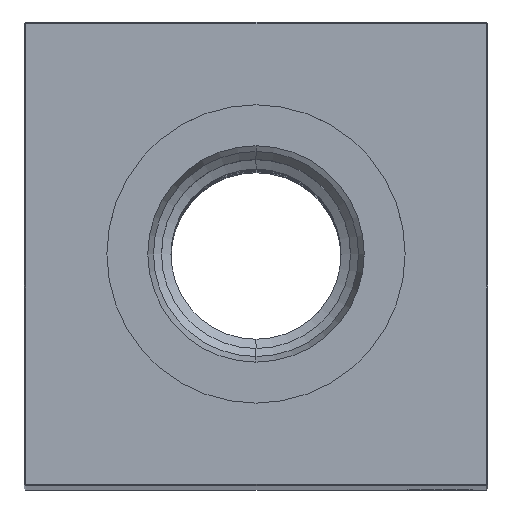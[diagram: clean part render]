
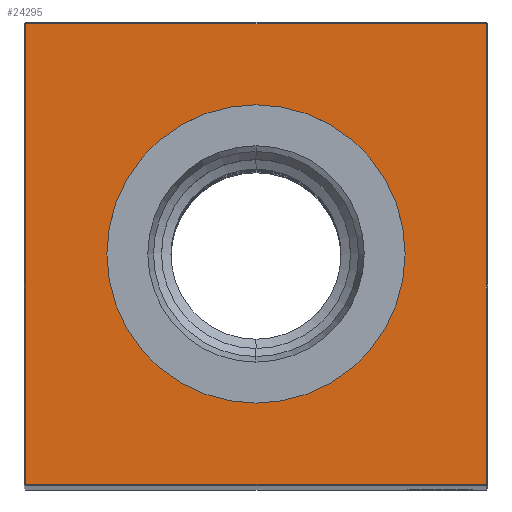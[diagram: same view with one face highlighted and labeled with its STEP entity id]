
A CAD part, top view. The second image highlights one B-rep face of the part: STEP entity #24295.
In plain terms, the highlighted planar face has unit normal (0, 0, 1).
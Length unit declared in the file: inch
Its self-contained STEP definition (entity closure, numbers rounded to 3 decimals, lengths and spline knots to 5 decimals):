
#690 = EDGE_CURVE ( 'NONE', #8246, #25122, #22198, .T. ) ;
#1796 = VECTOR ( 'NONE', #20124, 39.37008 ) ;
#1946 = AXIS2_PLACEMENT_3D ( 'NONE', #26035, #5822, #3452 ) ;
#2753 = VERTEX_POINT ( 'NONE', #5132 ) ;
#3080 = DIRECTION ( 'NONE',  ( -1., 0., 0. ) ) ;
#3238 = DIRECTION ( 'NONE',  ( 0., 0., -1. ) ) ;
#3452 = DIRECTION ( 'NONE',  ( -1., 0., 0. ) ) ;
#3671 = LINE ( 'NONE', #3814, #12193 ) ;
#3814 = CARTESIAN_POINT ( 'NONE',  ( 0., 1.49, 15.25 ) ) ;
#4218 = VECTOR ( 'NONE', #18250, 39.37008 ) ;
#5103 = DIRECTION ( 'NONE',  ( 1., 0., 0. ) ) ;
#5132 = CARTESIAN_POINT ( 'NONE',  ( 0., -0.96457, 15.25 ) ) ;
#5162 = CARTESIAN_POINT ( 'NONE',  ( 0., 0., 15.25 ) ) ;
#5794 = DIRECTION ( 'NONE',  ( 0., 0., -1. ) ) ;
#5822 = DIRECTION ( 'NONE',  ( 0., 0., -1. ) ) ;
#6561 = CIRCLE ( 'NONE', #23165, 0.96457 ) ;
#6914 = ORIENTED_EDGE ( 'NONE', *, *, #19729, .T. ) ;
#8246 = VERTEX_POINT ( 'NONE', #17853 ) ;
#8592 = CARTESIAN_POINT ( 'NONE',  ( -1.49, -1.49, 15.25 ) ) ;
#8856 = CARTESIAN_POINT ( 'NONE',  ( 0., 0.96457, 15.25 ) ) ;
#9318 = CARTESIAN_POINT ( 'NONE',  ( -1.49, 1.49, 15.25 ) ) ;
#9417 = CARTESIAN_POINT ( 'NONE',  ( 0., -1.49, 15.25 ) ) ;
#9973 = ORIENTED_EDGE ( 'NONE', *, *, #690, .T. ) ;
#9997 = PLANE ( 'NONE',  #1946 ) ;
#10000 = EDGE_CURVE ( 'NONE', #25122, #15747, #3671, .T. ) ;
#10082 = VERTEX_POINT ( 'NONE', #8856 ) ;
#10259 = DIRECTION ( 'NONE',  ( -1., 0., 0. ) ) ;
#11727 = VECTOR ( 'NONE', #5103, 39.37008 ) ;
#11865 = CARTESIAN_POINT ( 'NONE',  ( -1.49, 0., 15.25 ) ) ;
#12193 = VECTOR ( 'NONE', #12767, 39.37008 ) ;
#12543 = FACE_BOUND ( 'NONE', #21679, .T. ) ;
#12767 = DIRECTION ( 'NONE',  ( -1., 0., 0. ) ) ;
#13633 = AXIS2_PLACEMENT_3D ( 'NONE', #24759, #5794, #10259 ) ;
#14032 = FACE_OUTER_BOUND ( 'NONE', #14597, .T. ) ;
#14571 = ORIENTED_EDGE ( 'NONE', *, *, #19238, .T. ) ;
#14597 = EDGE_LOOP ( 'NONE', ( #21642, #6914, #9973, #29397 ) ) ;
#15747 = VERTEX_POINT ( 'NONE', #9318 ) ;
#15821 = CARTESIAN_POINT ( 'NONE',  ( 1.49, 0., 15.25 ) ) ;
#15850 = EDGE_CURVE ( 'NONE', #15747, #23601, #20463, .T. ) ;
#17853 = CARTESIAN_POINT ( 'NONE',  ( 1.49, -1.49, 15.25 ) ) ;
#18250 = DIRECTION ( 'NONE',  ( 0., -1., 0. ) ) ;
#18502 = LINE ( 'NONE', #9417, #11727 ) ;
#19238 = EDGE_CURVE ( 'NONE', #10082, #2753, #27820, .T. ) ;
#19729 = EDGE_CURVE ( 'NONE', #23601, #8246, #18502, .T. ) ;
#20124 = DIRECTION ( 'NONE',  ( 0., 1., 0. ) ) ;
#20463 = LINE ( 'NONE', #11865, #4218 ) ;
#21642 = ORIENTED_EDGE ( 'NONE', *, *, #15850, .T. ) ;
#21679 = EDGE_LOOP ( 'NONE', ( #14571, #25251 ) ) ;
#22139 = EDGE_CURVE ( 'NONE', #2753, #10082, #6561, .T. ) ;
#22198 = LINE ( 'NONE', #15821, #1796 ) ;
#23165 = AXIS2_PLACEMENT_3D ( 'NONE', #5162, #3238, #3080 ) ;
#23601 = VERTEX_POINT ( 'NONE', #8592 ) ;
#24295 = ADVANCED_FACE ( 'NONE', ( #14032, #12543 ), #9997, .F. ) ;
#24468 = CARTESIAN_POINT ( 'NONE',  ( 1.49, 1.49, 15.25 ) ) ;
#24759 = CARTESIAN_POINT ( 'NONE',  ( 0., 0., 15.25 ) ) ;
#25122 = VERTEX_POINT ( 'NONE', #24468 ) ;
#25251 = ORIENTED_EDGE ( 'NONE', *, *, #22139, .T. ) ;
#26035 = CARTESIAN_POINT ( 'NONE',  ( 0., 0., 15.25 ) ) ;
#27820 = CIRCLE ( 'NONE', #13633, 0.96457 ) ;
#29397 = ORIENTED_EDGE ( 'NONE', *, *, #10000, .T. ) ;
